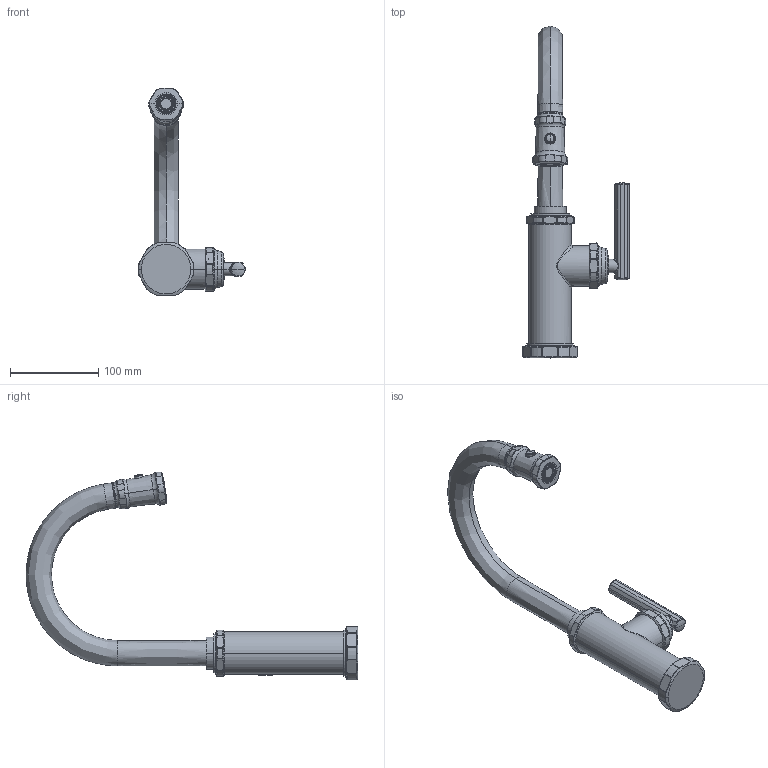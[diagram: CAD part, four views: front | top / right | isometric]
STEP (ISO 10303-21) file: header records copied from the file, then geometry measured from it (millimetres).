
FILE_DESCRIPTION((''),'2;1');
FILE_NAME('3190-5223_','2021-08-12T11:47:22',('rsmith'),(''),'CREO PARAMETRIC BY PTC INC, 2018400','CREO PARAMETRIC BY PTC INC, 2018400','');
FILE_SCHEMA(('AUTOMOTIVE_DESIGN { 1 0 10303 214 1 1 1 1 }'));
Length unit declared in the file: inch
Products named in the file (1): 3190-5223_
Bounding box: 121.95 x 377.02 x 236.12 mm (x, y, z)
Volume: 724546.2 mm3; surface area: 93237.8 mm2
Topology: 2 solids, 2 shells, 729 faces, 1747 edges, 1039 vertices
Faces by surface type: bspline 240, plane 176, cylinder 168, torus 90, cone 42, sphere 13
Entity records: 46641 total; most frequent: CARTESIAN_POINT 20752, ORIENTED_EDGE 3482, DIRECTION 2819, PRESENTATION_STYLE_ASSIGNMENT 2386, STYLED_ITEM 1743, CURVE_STYLE 1741, EDGE_CURVE 1741, AXIS2_PLACEMENT_3D 1236
